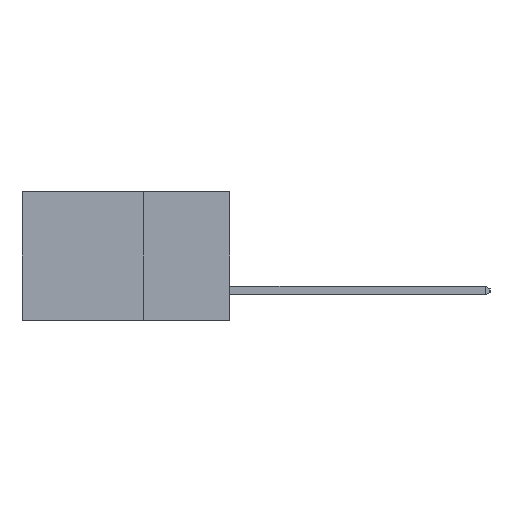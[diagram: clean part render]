
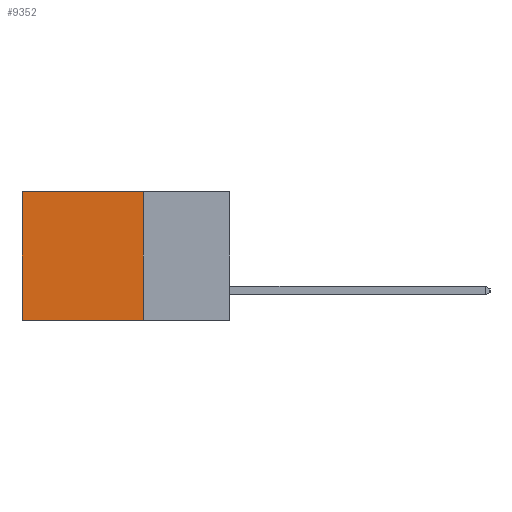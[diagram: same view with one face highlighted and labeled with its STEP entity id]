
A CAD part, left-side view. The second image highlights one B-rep face of the part: STEP entity #9352.
In plain terms, the highlighted planar face has unit normal (-1, 0, 0).
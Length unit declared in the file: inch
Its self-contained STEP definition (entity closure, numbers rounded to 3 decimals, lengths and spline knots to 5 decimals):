
#43 = DIRECTION ( 'NONE',  ( 0., 0., -1. ) ) ;
#150 = VERTEX_POINT ( 'NONE', #9034 ) ;
#1354 = DIRECTION ( 'NONE',  ( 1., 0., 0. ) ) ;
#1666 = FACE_OUTER_BOUND ( 'NONE', #12348, .T. ) ;
#1975 = VECTOR ( 'NONE', #7056, 39.37008 ) ;
#2366 = ORIENTED_EDGE ( 'NONE', *, *, #5901, .F. ) ;
#2541 = ORIENTED_EDGE ( 'NONE', *, *, #5570, .T. ) ;
#3728 = VERTEX_POINT ( 'NONE', #3934 ) ;
#3802 = LINE ( 'NONE', #11517, #9293 ) ;
#3934 = CARTESIAN_POINT ( 'NONE',  ( 0.298, 0.25, -0.37 ) ) ;
#4848 = CARTESIAN_POINT ( 'NONE',  ( 0.298, 0.25, 0. ) ) ;
#5570 = EDGE_CURVE ( 'NONE', #11551, #150, #13603, .T. ) ;
#5852 = AXIS2_PLACEMENT_3D ( 'NONE', #12242, #1354, #43 ) ;
#5901 = EDGE_CURVE ( 'NONE', #10597, #3728, #9637, .T. ) ;
#5925 = EDGE_CURVE ( 'NONE', #3728, #150, #3802, .T. ) ;
#6719 = CARTESIAN_POINT ( 'NONE',  ( 0.298, 0.6, 0. ) ) ;
#7056 = DIRECTION ( 'NONE',  ( 0., 1., 0. ) ) ;
#8654 = ORIENTED_EDGE ( 'NONE', *, *, #13277, .T. ) ;
#9034 = CARTESIAN_POINT ( 'NONE',  ( 0.298, 0.6, -0.37 ) ) ;
#9293 = VECTOR ( 'NONE', #13595, 39.37008 ) ;
#9352 = ADVANCED_FACE ( 'NONE', ( #1666 ), #12451, .F. ) ;
#9637 = LINE ( 'NONE', #11474, #12456 ) ;
#9922 = DIRECTION ( 'NONE',  ( 0., 0., -1. ) ) ;
#10597 = VERTEX_POINT ( 'NONE', #12005 ) ;
#10791 = VECTOR ( 'NONE', #9922, 39.37008 ) ;
#11115 = LINE ( 'NONE', #4848, #1975 ) ;
#11224 = CARTESIAN_POINT ( 'NONE',  ( 0.298, 0.6, 0. ) ) ;
#11433 = DIRECTION ( 'NONE',  ( 0., 0., -1. ) ) ;
#11474 = CARTESIAN_POINT ( 'NONE',  ( 0.298, 0.25, 0. ) ) ;
#11517 = CARTESIAN_POINT ( 'NONE',  ( 0.298, 0.25, -0.37 ) ) ;
#11551 = VERTEX_POINT ( 'NONE', #11224 ) ;
#12005 = CARTESIAN_POINT ( 'NONE',  ( 0.298, 0.25, 0. ) ) ;
#12242 = CARTESIAN_POINT ( 'NONE',  ( 0.298, 0.25, 0. ) ) ;
#12348 = EDGE_LOOP ( 'NONE', ( #2541, #12971, #2366, #8654 ) ) ;
#12451 = PLANE ( 'NONE',  #5852 ) ;
#12456 = VECTOR ( 'NONE', #11433, 39.37008 ) ;
#12971 = ORIENTED_EDGE ( 'NONE', *, *, #5925, .F. ) ;
#13277 = EDGE_CURVE ( 'NONE', #10597, #11551, #11115, .T. ) ;
#13595 = DIRECTION ( 'NONE',  ( 0., 1., 0. ) ) ;
#13603 = LINE ( 'NONE', #6719, #10791 ) ;
